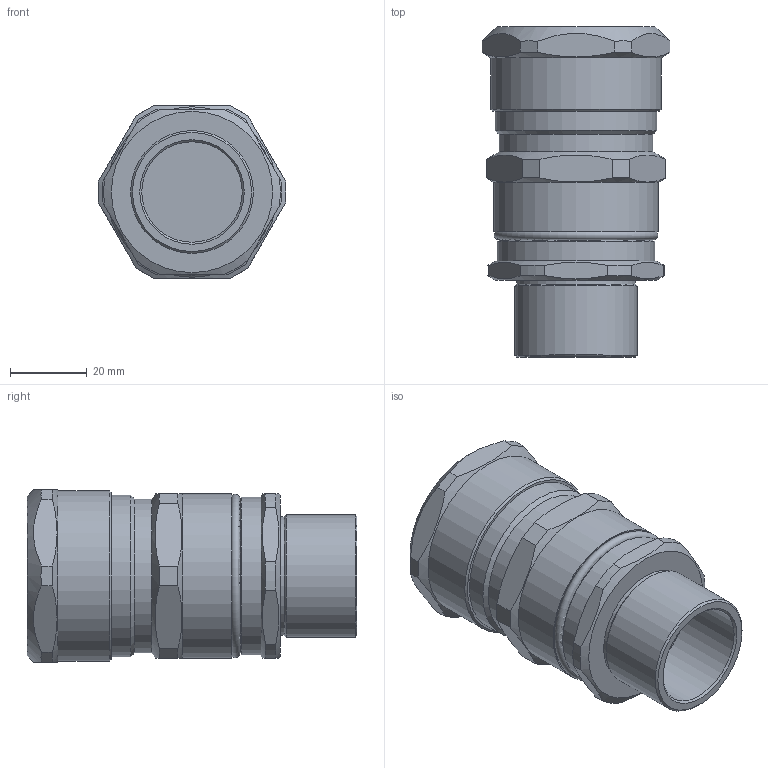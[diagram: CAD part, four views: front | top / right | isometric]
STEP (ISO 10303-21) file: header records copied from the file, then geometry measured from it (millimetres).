
FILE_DESCRIPTION(/* description */ (''),/* implementation_level */ '2;1');
FILE_NAME(/* name */ '',/* time_stamp */ '2025-07-07T11:00:58+07:00',/* author */ ('zeta-86'),/* organization */ (''),/* preprocessor_version */ 'ST-DEVELOPER v19.2',/* originating_system */ 'Autodesk Inventor 2024',/* authorisation */ '');
FILE_SCHEMA (('AUTOMOTIVE_DESIGN { 1 0 10303 214 3 1 1 }'));
Length unit declared in the file: millimetre
Products named in the file (1): Деталь1
Bounding box: 48.96 x 86 x 45 mm (x, y, z)
Volume: 102316.7 mm3; surface area: 17029 mm2
Topology: 1 solids, 1 shells, 74 faces, 187 edges, 122 vertices
Faces by surface type: plane 40, cylinder 18, cone 14, torus 2
Full cylindrical faces by diameter (mm): 26.2 x1, 31 x1, 32 x1, 33.5 x1, 40 x4, 41 x1, 42 x1, 42.9 x1, 44.4 x1
Entity records: 2776 total; most frequent: CARTESIAN_POINT 1104, ORIENTED_EDGE 374, DIRECTION 319, EDGE_CURVE 187, AXIS2_PLACEMENT_3D 129, VERTEX_POINT 122, EDGE_LOOP 81, FACE_OUTER_BOUND 74
